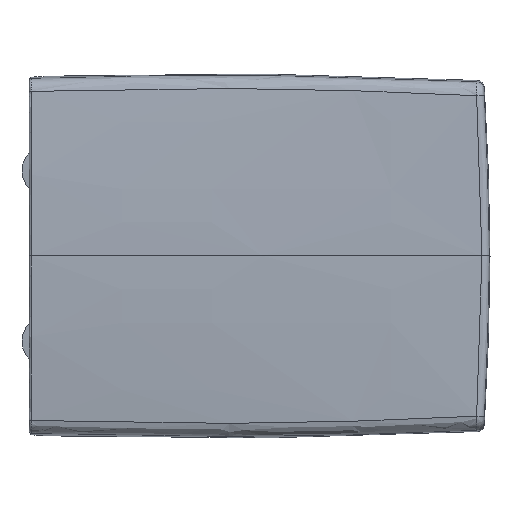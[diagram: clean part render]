
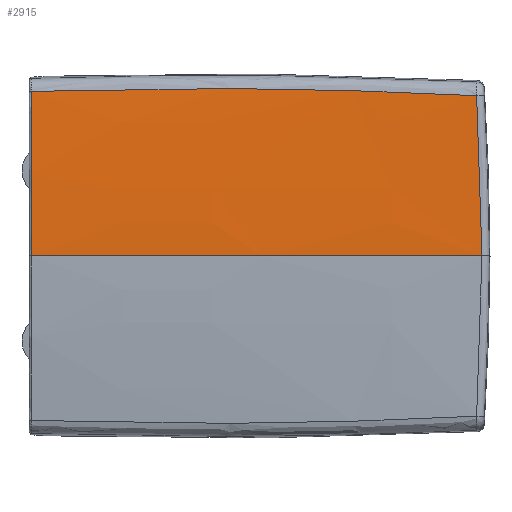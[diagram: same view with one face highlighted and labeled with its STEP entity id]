
A CAD part, top view. The second image highlights one B-rep face of the part: STEP entity #2915.
In plain terms, the highlighted free-form (B-spline) face has degree [5, 5] with [6, 6] control points.
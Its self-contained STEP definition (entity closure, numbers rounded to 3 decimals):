
#773=B_SPLINE_SURFACE_WITH_KNOTS('',5,5,((#96711,#96712,#96713,#96714,#96715,
#96716),(#96717,#96718,#96719,#96720,#96721,#96722),(#96723,#96724,#96725,
#96726,#96727,#96728),(#96729,#96730,#96731,#96732,#96733,#96734),(#96735,
#96736,#96737,#96738,#96739,#96740),(#96741,#96742,#96743,#96744,#96745,
#96746)),.UNSPECIFIED.,.F.,.F.,.F.,(6,6),(6,6),(0.,1.),(0.,1.),
 .UNSPECIFIED.);
#1895=B_SPLINE_CURVE_WITH_KNOTS('',3,(#95334,#95335,#95336,#95337,#95338,
#95339),.UNSPECIFIED.,.F.,.F.,(4,2,4),(0.,0.5,1.),.UNSPECIFIED.);
#1912=B_SPLINE_CURVE_WITH_KNOTS('',5,(#96650,#96651,#96652,#96653,#96654,
#96655),.UNSPECIFIED.,.F.,.F.,(6,6),(0.,1.),.UNSPECIFIED.);
#1913=B_SPLINE_CURVE_WITH_KNOTS('',5,(#96692,#96693,#96694,#96695,#96696,
#96697,#96698,#96699,#96700),.UNSPECIFIED.,.F.,.F.,(6,3,6),(0.,0.5,
1.),.UNSPECIFIED.);
#1914=B_SPLINE_CURVE_WITH_KNOTS('',5,(#96702,#96703,#96704,#96705,#96706,
#96707,#96708,#96709,#96710),.UNSPECIFIED.,.F.,.F.,(6,3,6),(0.,0.577,
1.),.UNSPECIFIED.);
#2915=ADVANCED_FACE('PartBody',(#3645),#773,.T.);
#3645=FACE_OUTER_BOUND('',#4342,.T.);
#4342=EDGE_LOOP('',(#7264,#7265,#7266,#7267));
#7264=ORIENTED_EDGE('',*,*,#9844,.F.);
#7265=ORIENTED_EDGE('',*,*,#9845,.F.);
#7266=ORIENTED_EDGE('',*,*,#9821,.T.);
#7267=ORIENTED_EDGE('',*,*,#9843,.T.);
#8330=VERTEX_POINT('',#95197);
#8331=VERTEX_POINT('',#95340);
#8342=VERTEX_POINT('',#96649);
#8343=VERTEX_POINT('',#96701);
#9821=EDGE_CURVE('',#8331,#8330,#1895,.T.);
#9843=EDGE_CURVE('',#8330,#8342,#1912,.T.);
#9844=EDGE_CURVE('',#8343,#8342,#1913,.T.);
#9845=EDGE_CURVE('',#8331,#8343,#1914,.T.);
#95197=CARTESIAN_POINT('',(-17.991,0.,32.896));
#95334=CARTESIAN_POINT('',(-17.996,174.814,24.267));
#95335=CARTESIAN_POINT('',(-17.991,145.619,27.071));
#95336=CARTESIAN_POINT('',(-17.989,116.533,29.223));
#95337=CARTESIAN_POINT('',(-17.991,58.265,32.138));
#95338=CARTESIAN_POINT('',(-17.991,29.132,32.896));
#95339=CARTESIAN_POINT('',(-17.991,0.,32.896));
#95340=CARTESIAN_POINT('',(-17.996,174.814,24.267));
#96649=CARTESIAN_POINT('',(460.457,0.,22.662));
#96650=CARTESIAN_POINT('',(-17.991,0.,32.896));
#96651=CARTESIAN_POINT('',(78.302,0.,32.545));
#96652=CARTESIAN_POINT('',(174.004,0.,31.451));
#96653=CARTESIAN_POINT('',(268.063,0.,29.562));
#96654=CARTESIAN_POINT('',(364.093,0.,26.616));
#96655=CARTESIAN_POINT('',(460.457,0.,22.662));
#96692=CARTESIAN_POINT('',(454.792,170.187,21.206));
#96693=CARTESIAN_POINT('',(455.917,153.192,21.499));
#96694=CARTESIAN_POINT('',(456.904,136.189,21.753));
#96695=CARTESIAN_POINT('',(457.753,119.178,21.97));
#96696=CARTESIAN_POINT('',(459.172,85.145,22.331));
#96697=CARTESIAN_POINT('',(460.028,51.092,22.55));
#96698=CARTESIAN_POINT('',(460.314,34.063,22.624));
#96699=CARTESIAN_POINT('',(460.457,17.031,22.662));
#96700=CARTESIAN_POINT('',(460.457,0.,22.662));
#96701=CARTESIAN_POINT('',(454.792,170.187,21.206));
#96702=CARTESIAN_POINT('',(-17.996,174.814,24.267));
#96703=CARTESIAN_POINT('',(36.695,176.637,24.));
#96704=CARTESIAN_POINT('',(91.311,177.77,23.744));
#96705=CARTESIAN_POINT('',(145.754,178.217,23.501));
#96706=CARTESIAN_POINT('',(240.068,177.828,23.053));
#96707=CARTESIAN_POINT('',(334.512,175.417,22.42));
#96708=CARTESIAN_POINT('',(374.551,174.035,22.1));
#96709=CARTESIAN_POINT('',(414.663,172.29,21.706));
#96710=CARTESIAN_POINT('',(454.792,170.187,21.206));
#96711=CARTESIAN_POINT('',(488.,196.843,20.492));
#96712=CARTESIAN_POINT('',(488.,157.474,20.895));
#96713=CARTESIAN_POINT('',(488.,118.106,21.198));
#96714=CARTESIAN_POINT('',(488.,78.737,21.399));
#96715=CARTESIAN_POINT('',(488.,39.369,21.5));
#96716=CARTESIAN_POINT('',(488.,0.,21.5));
#96717=CARTESIAN_POINT('',(375.257,196.825,21.215));
#96718=CARTESIAN_POINT('',(375.257,157.439,22.959));
#96719=CARTESIAN_POINT('',(375.257,118.063,24.512));
#96720=CARTESIAN_POINT('',(375.257,78.698,25.71));
#96721=CARTESIAN_POINT('',(375.257,39.344,26.391));
#96722=CARTESIAN_POINT('',(375.257,0.,26.391));
#96723=CARTESIAN_POINT('',(262.515,196.826,21.718));
#96724=CARTESIAN_POINT('',(262.515,157.441,24.519));
#96725=CARTESIAN_POINT('',(262.515,118.069,26.98));
#96726=CARTESIAN_POINT('',(262.515,78.706,28.86));
#96727=CARTESIAN_POINT('',(262.515,39.351,29.92));
#96728=CARTESIAN_POINT('',(262.515,0.,29.92));
#96729=CARTESIAN_POINT('',(153.404,196.834,21.981));
#96730=CARTESIAN_POINT('',(153.404,157.457,25.514));
#96731=CARTESIAN_POINT('',(153.404,118.087,28.504));
#96732=CARTESIAN_POINT('',(153.404,78.722,30.725));
#96733=CARTESIAN_POINT('',(153.404,39.36,31.95));
#96734=CARTESIAN_POINT('',(153.404,0.,31.95));
#96735=CARTESIAN_POINT('',(40.669,196.841,22.08));
#96736=CARTESIAN_POINT('',(40.669,157.471,26.144));
#96737=CARTESIAN_POINT('',(40.669,118.102,29.414));
#96738=CARTESIAN_POINT('',(40.669,78.734,31.74));
#96739=CARTESIAN_POINT('',(40.669,39.366,32.977));
#96740=CARTESIAN_POINT('',(40.669,0.,32.977));
#96741=CARTESIAN_POINT('',(-72.128,196.843,22.015));
#96742=CARTESIAN_POINT('',(-72.128,157.474,26.401));
#96743=CARTESIAN_POINT('',(-72.128,118.106,29.696));
#96744=CARTESIAN_POINT('',(-72.128,78.737,31.897));
#96745=CARTESIAN_POINT('',(-72.128,39.368,33.));
#96746=CARTESIAN_POINT('',(-72.128,0.,33.));
